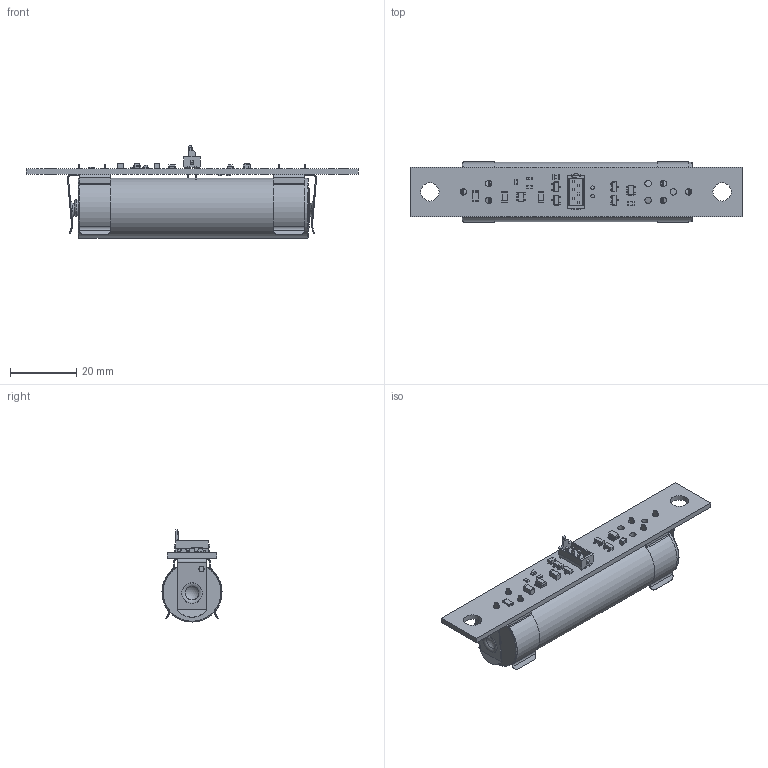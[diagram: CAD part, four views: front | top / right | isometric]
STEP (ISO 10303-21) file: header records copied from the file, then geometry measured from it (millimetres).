
FILE_DESCRIPTION(('FreeCAD Model'),'2;1');
FILE_NAME('chargerModule.step', '2020-09-24T18:06:09',('Author'),(''), 'Open CASCADE STEP processor 7.3','FreeCAD','Unknown');
FILE_SCHEMA(('AUTOMOTIVE_DESIGN { 1 0 10303 214 1 1 1 1 }'));
Length unit declared in the file: millimetre
Products named in the file (28): ChargerModule; Board_Geoms_e833; Local_CS_e833; Pcb_e833; PCB_Sketch_e833; Step_Models_e833; Top_e833; J1_c-215464-6-c-3d_5F5FF0AA; T2_SOT_23_5F607C77; C3_C_0805_2012Metric_5F607BB7; U3_SOT_23_5F628AE9; T1_SOT_23_5F5CB1AD; T3_SOT_23_5F5CB1E6; C4_C_0805_2012Metric_5F5CB285; U2_SOT_23_5_5F5CB24D; C2_C_1206_3216Metric_5F52A07B; C1_C_1206_3216Metric_5F4D1076; P1_LED_0603_1608Metric_5F4D1D91; R1_R_0603_1608Metric_5F4D0A8D; Rch1_R_0603_1608Metric_5F4D0879; U1_SOT_23_5_5F4D0D0C; F1_R_1206_3216Metric_5F5271D4; Bot_e833; V1_Keystone_-_54_5F529EE0; V1_Keystone_-_54_5F529EE0[2]; V1_Battery18650_18x69.6_5F529EE0[3]; R2_R_0603_1608Metric_5F5CB17C; R3_R_0805_2012Metric_5F607C14
Assembly tree (27 placements, depth 4):
  ChargerModule
    Board_Geoms_e833
      Local_CS_e833
      Pcb_e833
      PCB_Sketch_e833
    Step_Models_e833
      Top_e833
        J1_c-215464-6-c-3d_5F5FF0AA
        T2_SOT_23_5F607C77
        C3_C_0805_2012Metric_5F607BB7
        U3_SOT_23_5F628AE9
        T1_SOT_23_5F5CB1AD
        T3_SOT_23_5F5CB1E6
        C4_C_0805_2012Metric_5F5CB285
        U2_SOT_23_5_5F5CB24D
        C2_C_1206_3216Metric_5F52A07B
        C1_C_1206_3216Metric_5F4D1076
        P1_LED_0603_1608Metric_5F4D1D91
        R1_R_0603_1608Metric_5F4D0A8D
        Rch1_R_0603_1608Metric_5F4D0879
        U1_SOT_23_5_5F4D0D0C
        F1_R_1206_3216Metric_5F5271D4
      Bot_e833
        V1_Keystone_-_54_5F529EE0
        V1_Keystone_-_54_5F529EE0[2]
        V1_Battery18650_18x69.6_5F529EE0[3]
        R2_R_0603_1608Metric_5F5CB17C
        R3_R_0805_2012Metric_5F607C14
Bounding box: 100 x 18.1 x 27.75 mm (x, y, z)
Volume: 20524.9 mm3; surface area: 11123.6 mm2
Topology: 21 solids, 21 shells, 1228 faces, 3198 edges, 2045 vertices
Faces by surface type: plane 715, cylinder 335, bspline 166, torus 8, sphere 4
Full cylindrical faces by diameter (mm): 0.8 x6, 1.1 x2, 1.575 x2, 1.905 x9, 5 x1, 5.5 x2, 18 x1
Entity records: 46008 total; most frequent: CARTESIAN_POINT 7189, ORIENTED_EDGE 6388, DIRECTION 5912, EDGE_CURVE 3194, LINE 2280, VECTOR 2280, VERTEX_POINT 2037, AXIS2_PLACEMENT_3D 1816
